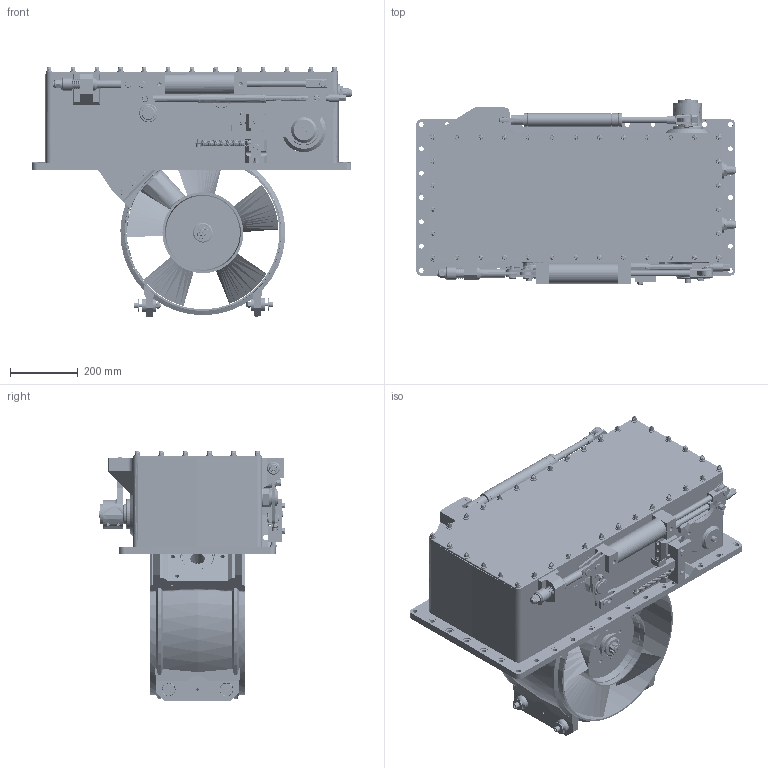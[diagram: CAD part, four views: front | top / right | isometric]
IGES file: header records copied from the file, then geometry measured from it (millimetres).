
Start section: SolidWorks IGES FILE using analytic representation for surfaces
Global section: file name: R450 Ens Ferme.IGS; native system: SolidWorks 2001 by SolidWorks Corporation; preprocessor: Version 5.2; author: user3; date: 060404.113947; units: millimetre
Bounding box: 941 x 544.9 x 738.4 mm (x, y, z)
Surface area: 8300727.7 mm2 (no closed solid volume)
Topology: 0 solids, 0 shells, 8060 faces, 153970 edges, 153767 vertices
Faces by surface type: revolution 4596, bspline 3464
